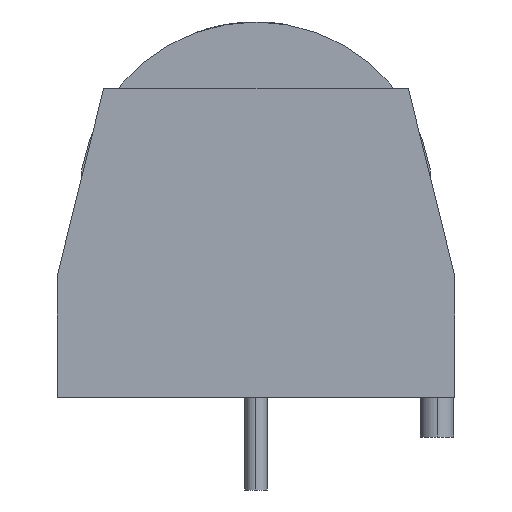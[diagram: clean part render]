
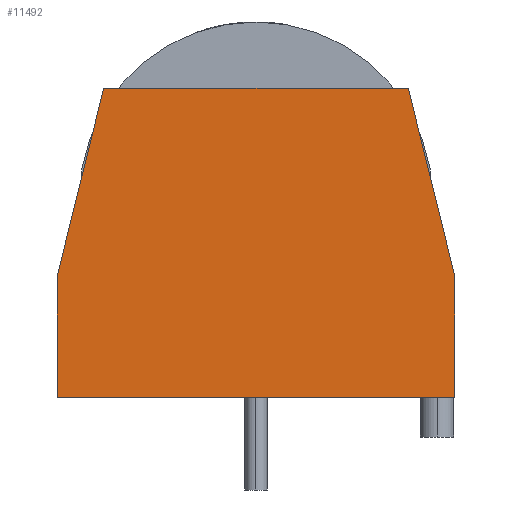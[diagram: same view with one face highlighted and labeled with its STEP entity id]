
A CAD part, left-side view. The second image highlights one B-rep face of the part: STEP entity #11492.
In plain terms, the highlighted planar face has unit normal (-1, 0, 0).
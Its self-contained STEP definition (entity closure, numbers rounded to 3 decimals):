
#41 = LINE ( 'NONE', #1112, #5175 ) ;
#72 = ORIENTED_EDGE ( 'NONE', *, *, #10669, .T. ) ;
#355 = FACE_OUTER_BOUND ( 'NONE', #3291, .T. ) ;
#430 = CARTESIAN_POINT ( 'NONE',  ( -21.5, -6.9, 14. ) ) ;
#872 = VECTOR ( 'NONE', #9107, 1000. ) ;
#1112 = CARTESIAN_POINT ( 'NONE',  ( -21.5, -9., 0. ) ) ;
#1620 = VECTOR ( 'NONE', #5926, 1000. ) ;
#2380 = CARTESIAN_POINT ( 'NONE',  ( -21.5, -9., 5.5 ) ) ;
#2976 = DIRECTION ( 'NONE',  ( 0., 0., -1. ) ) ;
#3037 = DIRECTION ( 'NONE',  ( 0., -1., 0. ) ) ;
#3291 = EDGE_LOOP ( 'NONE', ( #72, #10306, #12287, #9086, #9682, #9049 ) ) ;
#4139 = VECTOR ( 'NONE', #6025, 1000. ) ;
#5057 = AXIS2_PLACEMENT_3D ( 'NONE', #6799, #8700, #2976 ) ;
#5175 = VECTOR ( 'NONE', #3037, 1000. ) ;
#5552 = VECTOR ( 'NONE', #11657, 1000. ) ;
#5625 = VERTEX_POINT ( 'NONE', #10826 ) ;
#5804 = LINE ( 'NONE', #11893, #8049 ) ;
#5919 = CARTESIAN_POINT ( 'NONE',  ( -21.5, -9., 5.5 ) ) ;
#5926 = DIRECTION ( 'NONE',  ( 0., 0.24, -0.971 ) ) ;
#6006 = VERTEX_POINT ( 'NONE', #11397 ) ;
#6025 = DIRECTION ( 'NONE',  ( 0., 0., -1. ) ) ;
#6221 = CARTESIAN_POINT ( 'NONE',  ( -21.5, 6.9, 14. ) ) ;
#6416 = VERTEX_POINT ( 'NONE', #9645 ) ;
#6571 = EDGE_CURVE ( 'NONE', #6006, #9559, #5804, .T. ) ;
#6799 = CARTESIAN_POINT ( 'NONE',  ( -21.5, -9., 5.5 ) ) ;
#7019 = EDGE_CURVE ( 'NONE', #8463, #8985, #10644, .T. ) ;
#7608 = PLANE ( 'NONE',  #5057 ) ;
#8049 = VECTOR ( 'NONE', #10927, 1000. ) ;
#8463 = VERTEX_POINT ( 'NONE', #2380 ) ;
#8700 = DIRECTION ( 'NONE',  ( 1., 0., 0. ) ) ;
#8985 = VERTEX_POINT ( 'NONE', #9120 ) ;
#9049 = ORIENTED_EDGE ( 'NONE', *, *, #10048, .T. ) ;
#9086 = ORIENTED_EDGE ( 'NONE', *, *, #6571, .T. ) ;
#9107 = DIRECTION ( 'NONE',  ( 0., 0.24, 0.971 ) ) ;
#9120 = CARTESIAN_POINT ( 'NONE',  ( -21.5, -9., 0. ) ) ;
#9410 = EDGE_CURVE ( 'NONE', #9559, #5625, #9563, .T. ) ;
#9559 = VERTEX_POINT ( 'NONE', #6221 ) ;
#9563 = LINE ( 'NONE', #9723, #1620 ) ;
#9566 = EDGE_CURVE ( 'NONE', #8463, #6006, #11088, .T. ) ;
#9645 = CARTESIAN_POINT ( 'NONE',  ( -21.5, 9., 0. ) ) ;
#9682 = ORIENTED_EDGE ( 'NONE', *, *, #9410, .T. ) ;
#9723 = CARTESIAN_POINT ( 'NONE',  ( -21.5, 9., 5.5 ) ) ;
#10048 = EDGE_CURVE ( 'NONE', #5625, #6416, #11455, .T. ) ;
#10306 = ORIENTED_EDGE ( 'NONE', *, *, #7019, .F. ) ;
#10644 = LINE ( 'NONE', #5919, #5552 ) ;
#10669 = EDGE_CURVE ( 'NONE', #6416, #8985, #41, .T. ) ;
#10826 = CARTESIAN_POINT ( 'NONE',  ( -21.5, 9., 5.5 ) ) ;
#10927 = DIRECTION ( 'NONE',  ( 0., 1., 0. ) ) ;
#11088 = LINE ( 'NONE', #430, #872 ) ;
#11397 = CARTESIAN_POINT ( 'NONE',  ( -21.5, -6.9, 14. ) ) ;
#11455 = LINE ( 'NONE', #11764, #4139 ) ;
#11492 = ADVANCED_FACE ( 'NONE', ( #355 ), #7608, .F. ) ;
#11657 = DIRECTION ( 'NONE',  ( 0., 0., -1. ) ) ;
#11764 = CARTESIAN_POINT ( 'NONE',  ( -21.5, 9., 5.5 ) ) ;
#11893 = CARTESIAN_POINT ( 'NONE',  ( -21.5, 6.9, 14. ) ) ;
#12287 = ORIENTED_EDGE ( 'NONE', *, *, #9566, .T. ) ;
